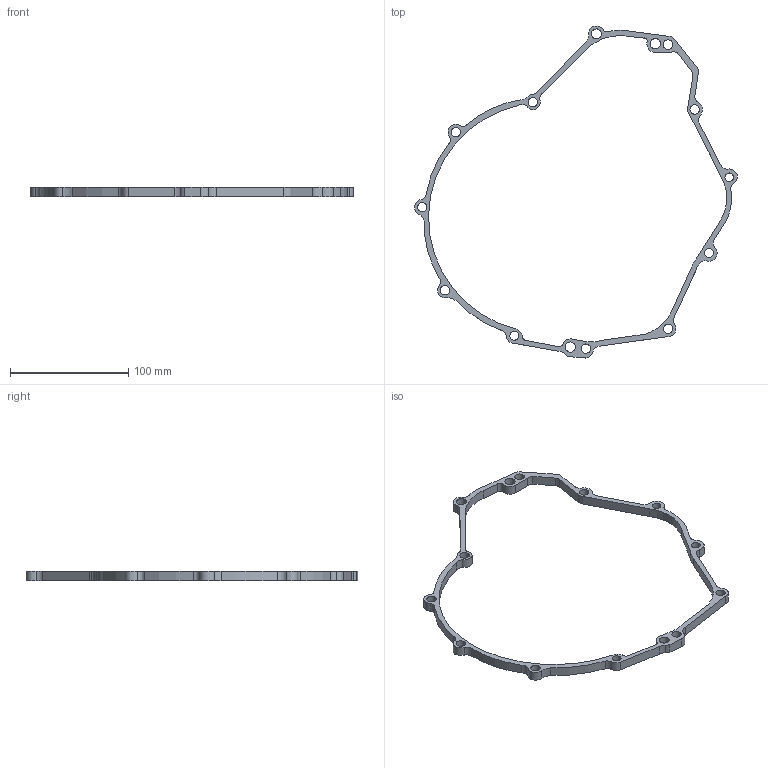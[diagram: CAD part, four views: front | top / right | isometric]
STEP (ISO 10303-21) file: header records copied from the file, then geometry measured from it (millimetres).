
FILE_DESCRIPTION(/* description */ ('VariCAD 2020-1.05 AP-214'),/* implementation_level */ '2;1');
FILE_NAME(/* name */ 'entretoise Carter 8mm.stp',/* time_stamp */ '2020-11-17T23:46:13+01:00',/* author */ (''),/* organization */ (''),/* preprocessor_version */ 'VariCAD 2020-1.05',/* originating_system */ 'VariCAD 2020-1.05; kernel version (20180118)',/* authorisation */ '');
FILE_SCHEMA(('AUTOMOTIVE_DESIGN'));
Length unit declared in the file: millimetre
Products named in the file (2): entretoise Carter 8mm
Assembly tree (1 placements, depth 2):
  entretoise Carter 8mm
    (unnamed)
Bounding box: 273.15 x 281.05 x 8 mm (x, y, z)
Volume: 35428.7 mm3; surface area: 25521.8 mm2
Topology: 1 solids, 1 shells, 110 faces, 324 edges, 216 vertices
Faces by surface type: cylinder 86, plane 24
Entity records: 3874 total; most frequent: DIRECTION 724, CARTESIAN_POINT 654, ORIENTED_EDGE 648, EDGE_CURVE 324, AXIS2_PLACEMENT_3D 286, VERTEX_POINT 216, CIRCLE 172, LINE 152
